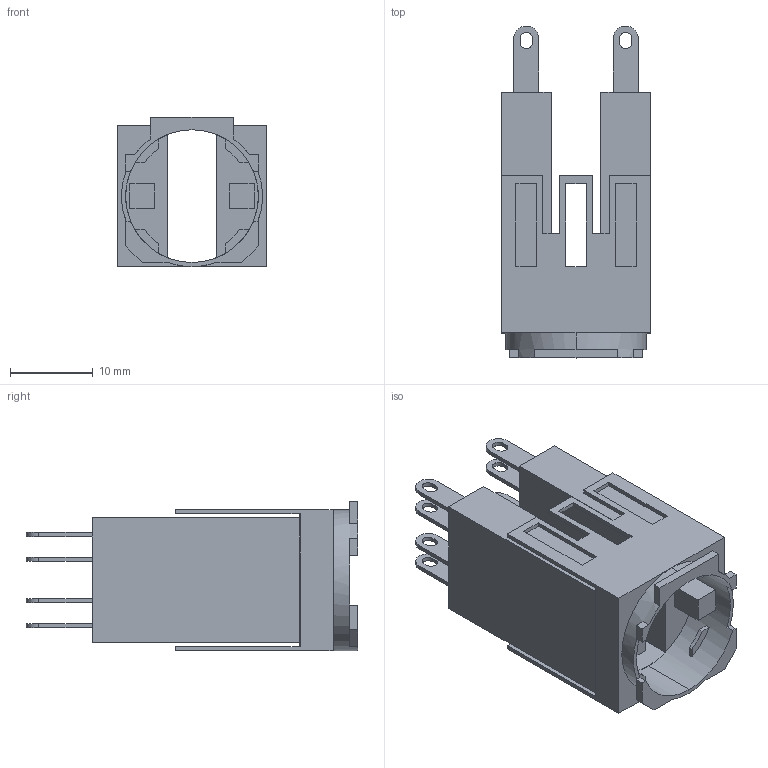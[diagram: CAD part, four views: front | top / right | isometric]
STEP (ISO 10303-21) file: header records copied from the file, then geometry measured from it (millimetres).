
FILE_DESCRIPTION(('starvars output'),'2;1');
FILE_NAME('ZB6Z5B_3D.stp','08:21:40 2020/04/01',( 'Thomas Industrial Network Germany GmbH'),( 'Thomas Industrial Network Germany GmbH'),'unknown preprocess','ACIS' ,'unknown authorization');
FILE_SCHEMA(('AUTOMOTIVE_DESIGN_CC2 {UNKNOWN IMPLEMENTATION LEVEL}'));
Length unit declared in the file: millimetre
Products named in the file (1): PRODUCT_ID_462
Bounding box: 18 x 40 x 18 mm (x, y, z)
Volume: 5350.8 mm3; surface area: 4703.3 mm2
Topology: 1 solids, 1 shells, 210 faces, 568 edges, 372 vertices
Faces by surface type: plane 170, cylinder 40
Entity records: 7769 total; most frequent: ORIENTED_EDGE 1136, CARTESIAN_POINT 1022, DIRECTION 886, EDGE_CURVE 568, VECTOR 414, LINE 414, VERTEX_POINT 372, EDGE_LOOP 252
